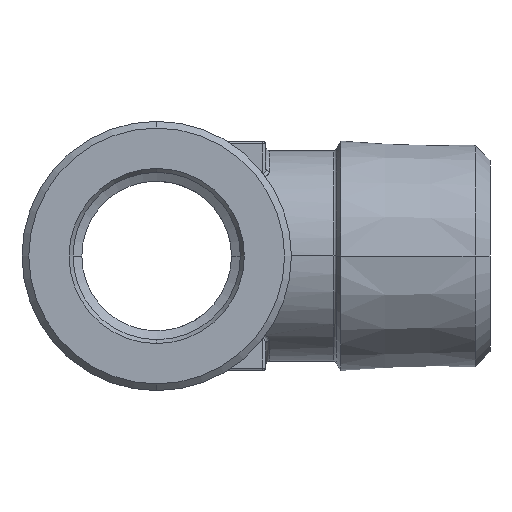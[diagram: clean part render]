
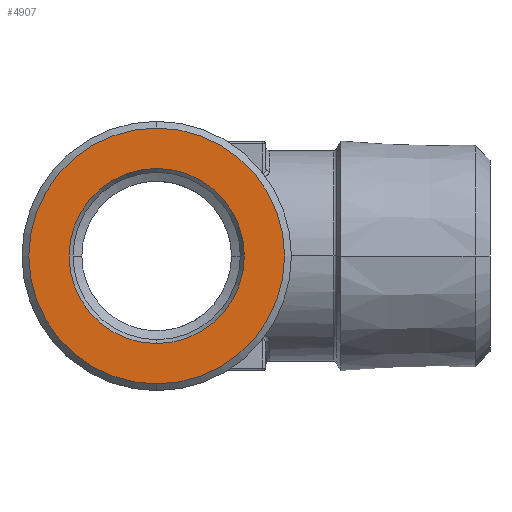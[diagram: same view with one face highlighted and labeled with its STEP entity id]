
A CAD part, left-side view. The second image highlights one B-rep face of the part: STEP entity #4907.
In plain terms, the highlighted planar face has unit normal (-1, 0, 0).
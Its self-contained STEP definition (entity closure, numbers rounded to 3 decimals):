
#1395=CARTESIAN_POINT('',(-32.,0.,0.));
#1396=DIRECTION('',(-1.,0.,0.));
#1397=DIRECTION('',(0.,0.,-1.));
#1398=AXIS2_PLACEMENT_3D('',#1395,#1396,#1397);
#1408=CARTESIAN_POINT('',(-32.,0.,0.));
#1409=DIRECTION('',(1.,0.,0.));
#1410=DIRECTION('',(0.,0.,-1.));
#1411=AXIS2_PLACEMENT_3D('',#1408,#1409,#1410);
#1413=CARTESIAN_POINT('',(-32.,0.,0.));
#1414=DIRECTION('',(1.,0.,0.));
#1415=DIRECTION('',(0.,0.,-1.));
#1416=AXIS2_PLACEMENT_3D('',#1413,#1414,#1415);
#1418=CARTESIAN_POINT('',(-32.,0.,0.));
#1419=DIRECTION('',(-1.,0.,0.));
#1420=DIRECTION('',(0.,0.,-1.));
#1421=AXIS2_PLACEMENT_3D('',#1418,#1419,#1420);
#2378=CARTESIAN_POINT('',(-32.,0.,-6.439));
#2380=VERTEX_POINT('',#2378);
#2381=CARTESIAN_POINT('',(-32.,0.,-9.4));
#2383=VERTEX_POINT('',#2381);
#2388=CARTESIAN_POINT('',(-32.,0.,6.439));
#2390=VERTEX_POINT('',#2388);
#2391=CARTESIAN_POINT('',(-32.,0.,9.4));
#2393=VERTEX_POINT('',#2391);
#4892=CARTESIAN_POINT('',(-32.,0.,0.));
#4893=DIRECTION('',(-1.,0.,0.));
#4894=DIRECTION('',(0.,0.,1.));
#4895=AXIS2_PLACEMENT_3D('',#4892,#4893,#4894);
#4896=PLANE('',#4895);
#4897=ORIENTED_EDGE('',*,*,#4871,.F.);
#4898=ORIENTED_EDGE('',*,*,#4887,.T.);
#4899=EDGE_LOOP('',(#4897,#4898));
#4900=FACE_OUTER_BOUND('',#4899,.F.);
#4902=ORIENTED_EDGE('',*,*,#4901,.F.);
#4904=ORIENTED_EDGE('',*,*,#4903,.T.);
#4905=EDGE_LOOP('',(#4902,#4904));
#4906=FACE_BOUND('',#4905,.F.);
#4907=ADVANCED_FACE('',(#4900,#4906),#4896,.T.);
#1399=CIRCLE('',#1398,9.4);
#1412=CIRCLE('',#1411,9.4);
#1417=CIRCLE('',#1416,6.439);
#1422=CIRCLE('',#1421,6.439);
#4871=EDGE_CURVE('',#2383,#2393,#1399,.T.);
#4887=EDGE_CURVE('',#2383,#2393,#1412,.T.);
#4901=EDGE_CURVE('',#2380,#2390,#1417,.T.);
#4903=EDGE_CURVE('',#2380,#2390,#1422,.T.);
